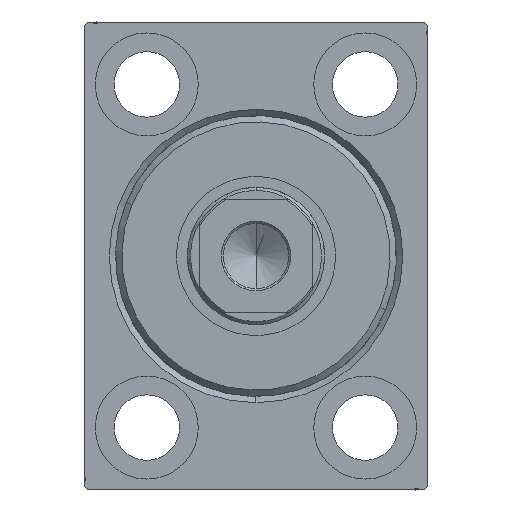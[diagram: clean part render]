
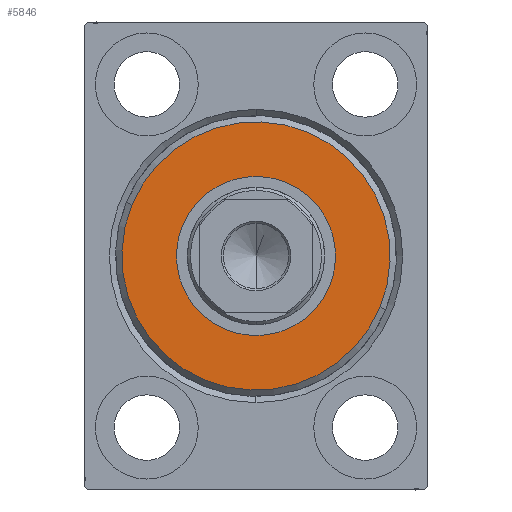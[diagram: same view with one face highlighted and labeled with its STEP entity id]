
A CAD part, left-side view. The second image highlights one B-rep face of the part: STEP entity #5846.
In plain terms, the highlighted face is planar.
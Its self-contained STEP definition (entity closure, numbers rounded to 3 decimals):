
#562 = VERTEX_POINT ( 'NONE', #11914 ) ;
#2871 = AXIS2_PLACEMENT_3D ( 'NONE', #38143, #13907, #24227 ) ;
#4225 = DIRECTION ( 'NONE',  ( 1., 0., 0. ) ) ;
#4266 = AXIS2_PLACEMENT_3D ( 'NONE', #13130, #26819, #40505 ) ;
#4299 = AXIS2_PLACEMENT_3D ( 'NONE', #16534, #19469, #29783 ) ;
#5846 = ADVANCED_FACE ( 'NONE', ( #21274, #23981 ), #37668, .T. ) ;
#6901 = ORIENTED_EDGE ( 'NONE', *, *, #28284, .T. ) ;
#7174 = EDGE_LOOP ( 'NONE', ( #33278, #6901 ) ) ;
#7359 = CARTESIAN_POINT ( 'NONE',  ( 3., 0., 0. ) ) ;
#7611 = AXIS2_PLACEMENT_3D ( 'NONE', #7359, #4225, #28239 ) ;
#11914 = CARTESIAN_POINT ( 'NONE',  ( 3., 0., -12.75 ) ) ;
#13130 = CARTESIAN_POINT ( 'NONE',  ( 3., 0., 0. ) ) ;
#13907 = DIRECTION ( 'NONE',  ( 1., 0., 0. ) ) ;
#14321 = AXIS2_PLACEMENT_3D ( 'NONE', #31328, #27730, #30893 ) ;
#16207 = ORIENTED_EDGE ( 'NONE', *, *, #30210, .T. ) ;
#16534 = CARTESIAN_POINT ( 'NONE',  ( 3., 0., 0. ) ) ;
#19369 = CIRCLE ( 'NONE', #2871, 21.5 ) ;
#19469 = DIRECTION ( 'NONE',  ( -1., 0., 0. ) ) ;
#19842 = ORIENTED_EDGE ( 'NONE', *, *, #32666, .T. ) ;
#21051 = VERTEX_POINT ( 'NONE', #36729 ) ;
#21274 = FACE_OUTER_BOUND ( 'NONE', #7174, .T. ) ;
#21435 = VERTEX_POINT ( 'NONE', #24686 ) ;
#23656 = CIRCLE ( 'NONE', #4299, 12.75 ) ;
#23981 = FACE_BOUND ( 'NONE', #33415, .T. ) ;
#24227 = DIRECTION ( 'NONE',  ( 0., 0., -1. ) ) ;
#24686 = CARTESIAN_POINT ( 'NONE',  ( 3., 0., 12.75 ) ) ;
#26819 = DIRECTION ( 'NONE',  ( -1., 0., 0. ) ) ;
#27466 = EDGE_CURVE ( 'NONE', #21051, #43634, #19369, .T. ) ;
#27730 = DIRECTION ( 'NONE',  ( 1., 0., 0. ) ) ;
#28239 = DIRECTION ( 'NONE',  ( 0., 0., -1. ) ) ;
#28284 = EDGE_CURVE ( 'NONE', #43634, #21051, #39410, .T. ) ;
#29783 = DIRECTION ( 'NONE',  ( 0., 0., -1. ) ) ;
#30210 = EDGE_CURVE ( 'NONE', #21435, #562, #38667, .T. ) ;
#30893 = DIRECTION ( 'NONE',  ( 0., 0., -1. ) ) ;
#31328 = CARTESIAN_POINT ( 'NONE',  ( 3., 0., 0. ) ) ;
#32666 = EDGE_CURVE ( 'NONE', #562, #21435, #23656, .T. ) ;
#33278 = ORIENTED_EDGE ( 'NONE', *, *, #27466, .T. ) ;
#33415 = EDGE_LOOP ( 'NONE', ( #16207, #19842 ) ) ;
#36729 = CARTESIAN_POINT ( 'NONE',  ( 3., 0., 21.5 ) ) ;
#37668 = PLANE ( 'NONE',  #7611 ) ;
#38143 = CARTESIAN_POINT ( 'NONE',  ( 3., 0., 0. ) ) ;
#38667 = CIRCLE ( 'NONE', #4266, 12.75 ) ;
#39410 = CIRCLE ( 'NONE', #14321, 21.5 ) ;
#40505 = DIRECTION ( 'NONE',  ( 0., 0., -1. ) ) ;
#43326 = CARTESIAN_POINT ( 'NONE',  ( 3., 0., -21.5 ) ) ;
#43634 = VERTEX_POINT ( 'NONE', #43326 ) ;
